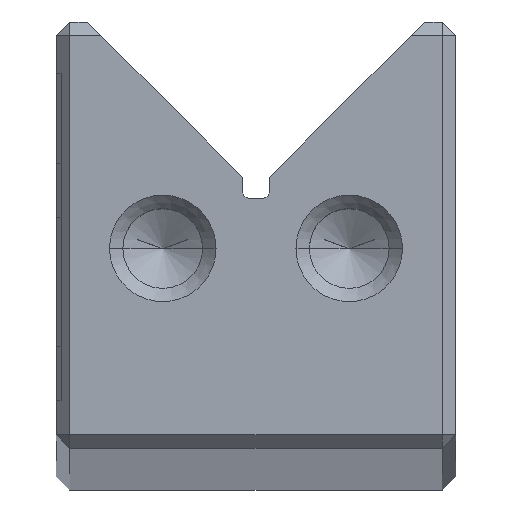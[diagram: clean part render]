
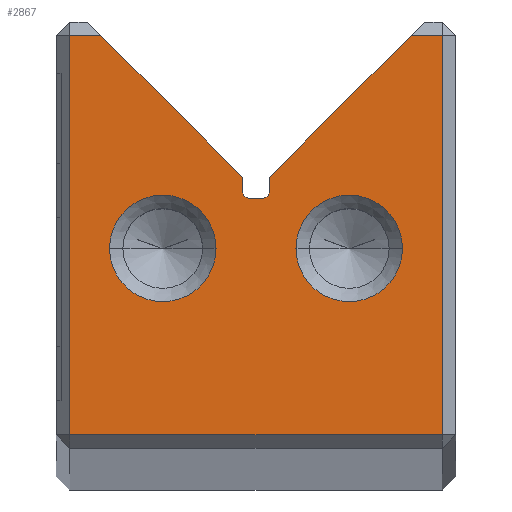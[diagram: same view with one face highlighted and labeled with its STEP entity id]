
A CAD part, top view. The second image highlights one B-rep face of the part: STEP entity #2867.
In plain terms, the highlighted planar face has unit normal (0, 0, 1).
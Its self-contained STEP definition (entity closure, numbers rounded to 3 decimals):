
#2867=ADVANCED_FACE('',(#4005,#4006,#4007),#3274,.F.);
#3274=PLANE('',#11198);
#3557=CIRCLE('',#10933,2.);
#3559=CIRCLE('',#10936,2.);
#3710=CIRCLE('',#11188,0.25);
#3711=CIRCLE('',#11191,0.25);
#3712=CIRCLE('',#11196,2.);
#3713=CIRCLE('',#11197,2.);
#4005=FACE_BOUND('',#4237,.T.);
#4006=FACE_BOUND('',#4238,.T.);
#4007=FACE_BOUND('',#4239,.T.);
#4237=EDGE_LOOP('',(#5431,#5432));
#4238=EDGE_LOOP('',(#5433,#5434));
#4239=EDGE_LOOP('',(#5435,#5436,#5437,#5438,#5439,#5440,#5441,#5442,#5443,
#5444,#5445,#5446));
#5431=ORIENTED_EDGE('',*,*,#8259,.T.);
#5432=ORIENTED_EDGE('',*,*,#8606,.T.);
#5433=ORIENTED_EDGE('',*,*,#8255,.T.);
#5434=ORIENTED_EDGE('',*,*,#8607,.T.);
#5435=ORIENTED_EDGE('',*,*,#8608,.T.);
#5436=ORIENTED_EDGE('',*,*,#8609,.T.);
#5437=ORIENTED_EDGE('',*,*,#8601,.T.);
#5438=ORIENTED_EDGE('',*,*,#8597,.T.);
#5439=ORIENTED_EDGE('',*,*,#8595,.T.);
#5440=ORIENTED_EDGE('',*,*,#8593,.T.);
#5441=ORIENTED_EDGE('',*,*,#8591,.T.);
#5442=ORIENTED_EDGE('',*,*,#8589,.T.);
#5443=ORIENTED_EDGE('',*,*,#8587,.T.);
#5444=ORIENTED_EDGE('',*,*,#8610,.T.);
#5445=ORIENTED_EDGE('',*,*,#8611,.T.);
#5446=ORIENTED_EDGE('',*,*,#8612,.T.);
#7451=VERTEX_POINT('',#14524);
#7452=VERTEX_POINT('',#14526);
#7455=VERTEX_POINT('',#14533);
#7456=VERTEX_POINT('',#14535);
#7667=VERTEX_POINT('',#15172);
#7668=VERTEX_POINT('',#15174);
#7669=VERTEX_POINT('',#15178);
#7670=VERTEX_POINT('',#15182);
#7671=VERTEX_POINT('',#15186);
#7672=VERTEX_POINT('',#15190);
#7673=VERTEX_POINT('',#15194);
#7676=VERTEX_POINT('',#15202);
#7679=VERTEX_POINT('',#15214);
#7680=VERTEX_POINT('',#15215);
#7681=VERTEX_POINT('',#15218);
#7682=VERTEX_POINT('',#15220);
#8255=EDGE_CURVE('',#7452,#7451,#3557,.T.);
#8259=EDGE_CURVE('',#7456,#7455,#3559,.T.);
#8587=EDGE_CURVE('',#7668,#7667,#9569,.T.);
#8589=EDGE_CURVE('',#7669,#7668,#9571,.T.);
#8591=EDGE_CURVE('',#7670,#7669,#3710,.T.);
#8593=EDGE_CURVE('',#7671,#7670,#9574,.T.);
#8595=EDGE_CURVE('',#7672,#7671,#3711,.T.);
#8597=EDGE_CURVE('',#7673,#7672,#9577,.T.);
#8601=EDGE_CURVE('',#7676,#7673,#9581,.T.);
#8606=EDGE_CURVE('',#7455,#7456,#3712,.T.);
#8607=EDGE_CURVE('',#7451,#7452,#3713,.T.);
#8608=EDGE_CURVE('',#7679,#7680,#9586,.T.);
#8609=EDGE_CURVE('',#7680,#7676,#9587,.T.);
#8610=EDGE_CURVE('',#7667,#7681,#9588,.T.);
#8611=EDGE_CURVE('',#7681,#7682,#9589,.T.);
#8612=EDGE_CURVE('',#7682,#7679,#9590,.T.);
#9569=LINE('',#15173,#10399);
#9571=LINE('',#15177,#10401);
#9574=LINE('',#15185,#10404);
#9577=LINE('',#15193,#10407);
#9581=LINE('',#15201,#10411);
#9586=LINE('',#15213,#10416);
#9587=LINE('',#15216,#10417);
#9588=LINE('',#15217,#10418);
#9589=LINE('',#15219,#10419);
#9590=LINE('',#15221,#10420);
#10399=VECTOR('',#12503,1.);
#10401=VECTOR('',#12507,1.);
#10404=VECTOR('',#12516,1.);
#10407=VECTOR('',#12525,1.);
#10411=VECTOR('',#12531,1.);
#10416=VECTOR('',#12544,1.);
#10417=VECTOR('',#12545,1.);
#10418=VECTOR('',#12546,1.);
#10419=VECTOR('',#12547,1.);
#10420=VECTOR('',#12548,1.);
#10933=AXIS2_PLACEMENT_3D('',#14525,#11818,#11819);
#10936=AXIS2_PLACEMENT_3D('',#14534,#11826,#11827);
#11188=AXIS2_PLACEMENT_3D('',#15181,#12511,#12512);
#11191=AXIS2_PLACEMENT_3D('',#15189,#12520,#12521);
#11196=AXIS2_PLACEMENT_3D('',#15211,#12540,#12541);
#11197=AXIS2_PLACEMENT_3D('',#15212,#12542,#12543);
#11198=AXIS2_PLACEMENT_3D('',#15222,#12549,#12550);
#11818=DIRECTION('',(0.,0.,-1.));
#11819=DIRECTION('',(-1.,0.,0.));
#11826=DIRECTION('',(0.,0.,-1.));
#11827=DIRECTION('',(-1.,0.,0.));
#12503=DIRECTION('',(-0.707,0.707,0.));
#12507=DIRECTION('',(0.,1.,0.));
#12511=DIRECTION('',(0.,0.,-1.));
#12512=DIRECTION('',(1.,0.,0.));
#12516=DIRECTION('',(-1.,0.,0.));
#12520=DIRECTION('',(0.,0.,-1.));
#12521=DIRECTION('',(-1.,0.,0.));
#12525=DIRECTION('',(0.,-1.,0.));
#12531=DIRECTION('',(-0.707,-0.707,0.));
#12540=DIRECTION('',(0.,0.,-1.));
#12541=DIRECTION('',(-1.,0.,0.));
#12542=DIRECTION('',(0.,0.,-1.));
#12543=DIRECTION('',(-1.,0.,0.));
#12544=DIRECTION('',(0.,1.,0.));
#12545=DIRECTION('',(-1.,0.,0.));
#12546=DIRECTION('',(-1.,0.,0.));
#12547=DIRECTION('',(0.,-1.,0.));
#12548=DIRECTION('',(1.,0.,0.));
#12549=DIRECTION('',(0.,0.,-1.));
#12550=DIRECTION('',(-1.,0.,0.));
#14524=CARTESIAN_POINT('',(-5.5,7.5,0.));
#14525=CARTESIAN_POINT('',(-3.5,7.5,0.));
#14526=CARTESIAN_POINT('',(-1.5,7.5,0.));
#14533=CARTESIAN_POINT('',(1.5,7.5,0.));
#14534=CARTESIAN_POINT('',(3.5,7.5,0.));
#14535=CARTESIAN_POINT('',(5.5,7.5,0.));
#15172=CARTESIAN_POINT('',(-5.828,15.5,0.));
#15173=CARTESIAN_POINT('',(-6.328,16.,0.));
#15174=CARTESIAN_POINT('',(-0.5,10.172,0.));
#15177=CARTESIAN_POINT('',(-0.5,10.172,0.));
#15178=CARTESIAN_POINT('',(-0.5,9.622,0.));
#15181=CARTESIAN_POINT('',(-0.25,9.622,0.));
#15182=CARTESIAN_POINT('',(-0.25,9.372,0.));
#15185=CARTESIAN_POINT('',(0.25,9.372,0.));
#15186=CARTESIAN_POINT('',(0.25,9.372,0.));
#15189=CARTESIAN_POINT('',(0.25,9.622,0.));
#15190=CARTESIAN_POINT('',(0.5,9.622,0.));
#15193=CARTESIAN_POINT('',(0.5,10.172,0.));
#15194=CARTESIAN_POINT('',(0.5,10.172,0.));
#15201=CARTESIAN_POINT('',(6.328,16.,0.));
#15202=CARTESIAN_POINT('',(5.828,15.5,0.));
#15211=CARTESIAN_POINT('',(3.5,7.5,0.));
#15212=CARTESIAN_POINT('',(-3.5,7.5,0.));
#15213=CARTESIAN_POINT('',(7.,16.,0.));
#15214=CARTESIAN_POINT('',(7.,0.5,0.));
#15215=CARTESIAN_POINT('',(7.,15.5,0.));
#15216=CARTESIAN_POINT('',(6.328,15.5,0.));
#15217=CARTESIAN_POINT('',(-7.5,15.5,0.));
#15218=CARTESIAN_POINT('',(-7.,15.5,0.));
#15219=CARTESIAN_POINT('',(-7.,0.,0.));
#15220=CARTESIAN_POINT('',(-7.,0.5,0.));
#15221=CARTESIAN_POINT('',(7.5,0.5,0.));
#15222=CARTESIAN_POINT('',(0.25,9.622,0.));
